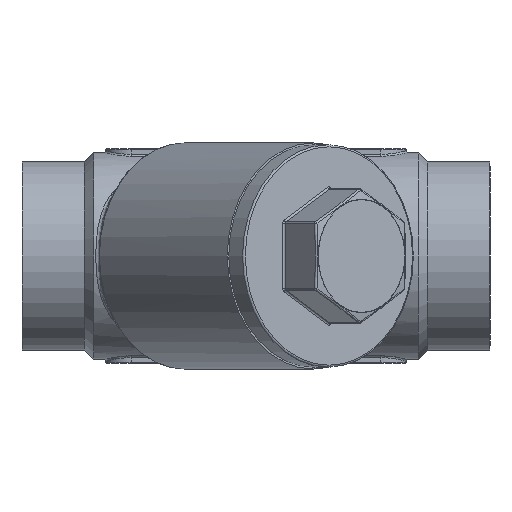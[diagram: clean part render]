
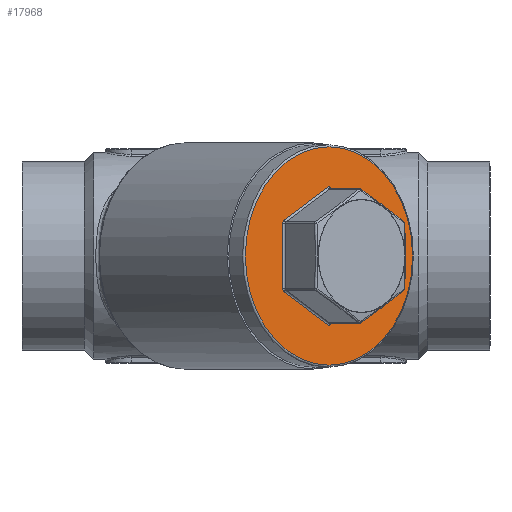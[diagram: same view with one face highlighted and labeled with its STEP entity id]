
A CAD part, front view. The second image highlights one B-rep face of the part: STEP entity #17968.
In plain terms, the highlighted planar face has unit normal (0.643, -0.766, 0).
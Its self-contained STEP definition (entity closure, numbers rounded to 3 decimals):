
#44 = CARTESIAN_POINT ( 'NONE',  ( 78.71, -52.091, 0. ) ) ;
#790 = DIRECTION ( 'NONE',  ( 0.766, 0.643, 0. ) ) ;
#895 = CARTESIAN_POINT ( 'NONE',  ( 67.602, -61.411, 8.372 ) ) ;
#921 = VERTEX_POINT ( 'NONE', #11975 ) ;
#986 = CARTESIAN_POINT ( 'NONE',  ( 78.71, -52.091, -16.743 ) ) ;
#1273 = ORIENTED_EDGE ( 'NONE', *, *, #19331, .F. ) ;
#1376 = VECTOR ( 'NONE', #12105, 1000. ) ;
#1795 = LINE ( 'NONE', #8578, #27470 ) ;
#2051 = CARTESIAN_POINT ( 'NONE',  ( 90.583, -42.128, 8.372 ) ) ;
#2178 = VERTEX_POINT ( 'NONE', #3647 ) ;
#2180 = ORIENTED_EDGE ( 'NONE', *, *, #11241, .T. ) ;
#2267 = CIRCLE ( 'NONE', #14509, 1. ) ;
#2442 = CARTESIAN_POINT ( 'NONE',  ( 90.2, -42.449, -9.238 ) ) ;
#2666 = EDGE_LOOP ( 'NONE', ( #7552, #18916, #15912, #12121, #25123, #14740, #1273, #9000, #14779, #21288, #25704, #12974 ) ) ;
#2672 = CARTESIAN_POINT ( 'NONE',  ( 90.583, -42.128, -8.372 ) ) ;
#2927 = EDGE_CURVE ( 'NONE', #21043, #21783, #3185, .T. ) ;
#3002 = CIRCLE ( 'NONE', #9337, 28. ) ;
#3185 = LINE ( 'NONE', #26989, #1376 ) ;
#3345 = VECTOR ( 'NONE', #13903, 1000. ) ;
#3448 = DIRECTION ( 'NONE',  ( 0.663, 0.557, 0.5 ) ) ;
#3647 = CARTESIAN_POINT ( 'NONE',  ( 90.2, -42.449, 9.238 ) ) ;
#4016 = CARTESIAN_POINT ( 'NONE',  ( 78.327, -52.412, 17.609 ) ) ;
#4100 = FACE_OUTER_BOUND ( 'NONE', #11615, .T. ) ;
#4450 = VERTEX_POINT ( 'NONE', #17086 ) ;
#4808 = VERTEX_POINT ( 'NONE', #5527 ) ;
#4901 = DIRECTION ( 'NONE',  ( 0.643, -0.766, 0. ) ) ;
#5159 = CIRCLE ( 'NONE', #8746, 1. ) ;
#5271 = LINE ( 'NONE', #26943, #3345 ) ;
#5527 = CARTESIAN_POINT ( 'NONE',  ( 67.219, -61.733, 9.238 ) ) ;
#5538 = VERTEX_POINT ( 'NONE', #16098 ) ;
#5575 = CARTESIAN_POINT ( 'NONE',  ( 72.773, -57.073, 13.423 ) ) ;
#6355 = AXIS2_PLACEMENT_3D ( 'NONE', #15297, #8732, #17142 ) ;
#6559 = EDGE_CURVE ( 'NONE', #4808, #19031, #13636, .T. ) ;
#6751 = EDGE_CURVE ( 'NONE', #21043, #25091, #5159, .T. ) ;
#7148 = CARTESIAN_POINT ( 'NONE',  ( 79.093, -51.77, -17.609 ) ) ;
#7552 = ORIENTED_EDGE ( 'NONE', *, *, #21402, .F. ) ;
#8087 = CARTESIAN_POINT ( 'NONE',  ( 78.327, -52.412, -17.609 ) ) ;
#8311 = FACE_BOUND ( 'NONE', #2666, .T. ) ;
#8361 = VERTEX_POINT ( 'NONE', #2051 ) ;
#8578 = CARTESIAN_POINT ( 'NONE',  ( 84.646, -47.109, 13.423 ) ) ;
#8732 = DIRECTION ( 'NONE',  ( 0.643, -0.766, 0. ) ) ;
#8746 = AXIS2_PLACEMENT_3D ( 'NONE', #986, #26516, #18025 ) ;
#8757 = CARTESIAN_POINT ( 'NONE',  ( 89.817, -42.771, 8.372 ) ) ;
#8944 = LINE ( 'NONE', #22006, #19905 ) ;
#9000 = ORIENTED_EDGE ( 'NONE', *, *, #22255, .T. ) ;
#9138 = CARTESIAN_POINT ( 'NONE',  ( 89.817, -42.771, -8.372 ) ) ;
#9164 = AXIS2_PLACEMENT_3D ( 'NONE', #895, #4901, #20188 ) ;
#9337 = AXIS2_PLACEMENT_3D ( 'NONE', #44, #25584, #21471 ) ;
#9889 = DIRECTION ( 'NONE',  ( 0.643, -0.766, 0. ) ) ;
#10243 = EDGE_CURVE ( 'NONE', #8361, #13555, #8944, .T. ) ;
#10427 = CARTESIAN_POINT ( 'NONE',  ( 67.219, -61.733, -9.238 ) ) ;
#10454 = VECTOR ( 'NONE', #24948, 1000. ) ;
#10816 = CARTESIAN_POINT ( 'NONE',  ( 79.093, -51.77, 17.609 ) ) ;
#11029 = EDGE_CURVE ( 'NONE', #24369, #19031, #2267, .T. ) ;
#11241 = EDGE_CURVE ( 'NONE', #921, #921, #3002, .T. ) ;
#11541 = CIRCLE ( 'NONE', #15185, 1. ) ;
#11615 = EDGE_LOOP ( 'NONE', ( #2180 ) ) ;
#11975 = CARTESIAN_POINT ( 'NONE',  ( 100.159, -34.093, 0. ) ) ;
#12105 = DIRECTION ( 'NONE',  ( -0.663, -0.557, 0.5 ) ) ;
#12121 = ORIENTED_EDGE ( 'NONE', *, *, #19172, .T. ) ;
#12974 = ORIENTED_EDGE ( 'NONE', *, *, #27936, .T. ) ;
#13087 = CIRCLE ( 'NONE', #20850, 1. ) ;
#13512 = DIRECTION ( 'NONE',  ( 0.643, -0.766, 0. ) ) ;
#13555 = VERTEX_POINT ( 'NONE', #2672 ) ;
#13636 = LINE ( 'NONE', #5575, #27766 ) ;
#13903 = DIRECTION ( 'NONE',  ( 0., 0., 1. ) ) ;
#14285 = CARTESIAN_POINT ( 'NONE',  ( 67.602, -61.411, -8.372 ) ) ;
#14363 = EDGE_CURVE ( 'NONE', #25119, #13555, #11541, .T. ) ;
#14509 = AXIS2_PLACEMENT_3D ( 'NONE', #17828, #20225, #790 ) ;
#14740 = ORIENTED_EDGE ( 'NONE', *, *, #2927, .T. ) ;
#14779 = ORIENTED_EDGE ( 'NONE', *, *, #21166, .F. ) ;
#15185 = AXIS2_PLACEMENT_3D ( 'NONE', #9138, #13512, #22479 ) ;
#15297 = CARTESIAN_POINT ( 'NONE',  ( 78.71, -52.091, 0. ) ) ;
#15730 = DIRECTION ( 'NONE',  ( 0.766, 0.643, 0. ) ) ;
#15912 = ORIENTED_EDGE ( 'NONE', *, *, #14363, .F. ) ;
#16098 = CARTESIAN_POINT ( 'NONE',  ( 66.836, -62.054, -8.372 ) ) ;
#16854 = DIRECTION ( 'NONE',  ( 0.663, 0.557, -0.5 ) ) ;
#17086 = CARTESIAN_POINT ( 'NONE',  ( 66.836, -62.054, 8.372 ) ) ;
#17142 = DIRECTION ( 'NONE',  ( 0.766, 0.643, 0. ) ) ;
#17828 = CARTESIAN_POINT ( 'NONE',  ( 78.71, -52.091, 16.743 ) ) ;
#17968 = ADVANCED_FACE ( 'NONE', ( #8311, #4100 ), #25762, .T. ) ;
#18025 = DIRECTION ( 'NONE',  ( 0.766, 0.643, 0. ) ) ;
#18153 = LINE ( 'NONE', #18433, #10454 ) ;
#18433 = CARTESIAN_POINT ( 'NONE',  ( 84.646, -47.109, -13.423 ) ) ;
#18688 = CIRCLE ( 'NONE', #21394, 1. ) ;
#18916 = ORIENTED_EDGE ( 'NONE', *, *, #10243, .T. ) ;
#19031 = VERTEX_POINT ( 'NONE', #4016 ) ;
#19172 = EDGE_CURVE ( 'NONE', #25119, #25091, #18153, .T. ) ;
#19331 = EDGE_CURVE ( 'NONE', #5538, #21783, #13087, .T. ) ;
#19450 = DIRECTION ( 'NONE',  ( 0., 0., -1. ) ) ;
#19905 = VECTOR ( 'NONE', #19450, 1000. ) ;
#20188 = DIRECTION ( 'NONE',  ( 0.766, 0.643, 0. ) ) ;
#20225 = DIRECTION ( 'NONE',  ( 0.643, -0.766, 0. ) ) ;
#20240 = DIRECTION ( 'NONE',  ( 0.766, 0.643, 0. ) ) ;
#20850 = AXIS2_PLACEMENT_3D ( 'NONE', #14285, #9889, #20240 ) ;
#21043 = VERTEX_POINT ( 'NONE', #8087 ) ;
#21166 = EDGE_CURVE ( 'NONE', #4808, #4450, #21858, .T. ) ;
#21288 = ORIENTED_EDGE ( 'NONE', *, *, #6559, .T. ) ;
#21394 = AXIS2_PLACEMENT_3D ( 'NONE', #8757, #26623, #15730 ) ;
#21402 = EDGE_CURVE ( 'NONE', #8361, #2178, #18688, .T. ) ;
#21471 = DIRECTION ( 'NONE',  ( 0.766, 0.643, 0. ) ) ;
#21783 = VERTEX_POINT ( 'NONE', #10427 ) ;
#21858 = CIRCLE ( 'NONE', #9164, 1. ) ;
#22006 = CARTESIAN_POINT ( 'NONE',  ( 90.583, -42.128, 0. ) ) ;
#22255 = EDGE_CURVE ( 'NONE', #5538, #4450, #5271, .T. ) ;
#22479 = DIRECTION ( 'NONE',  ( 0.766, 0.643, 0. ) ) ;
#24369 = VERTEX_POINT ( 'NONE', #10816 ) ;
#24948 = DIRECTION ( 'NONE',  ( -0.663, -0.557, -0.5 ) ) ;
#25091 = VERTEX_POINT ( 'NONE', #7148 ) ;
#25119 = VERTEX_POINT ( 'NONE', #2442 ) ;
#25123 = ORIENTED_EDGE ( 'NONE', *, *, #6751, .F. ) ;
#25584 = DIRECTION ( 'NONE',  ( 0.643, -0.766, 0. ) ) ;
#25704 = ORIENTED_EDGE ( 'NONE', *, *, #11029, .F. ) ;
#25762 = PLANE ( 'NONE',  #6355 ) ;
#26516 = DIRECTION ( 'NONE',  ( 0.643, -0.766, 0. ) ) ;
#26623 = DIRECTION ( 'NONE',  ( 0.643, -0.766, 0. ) ) ;
#26943 = CARTESIAN_POINT ( 'NONE',  ( 66.836, -62.054, 0. ) ) ;
#26989 = CARTESIAN_POINT ( 'NONE',  ( 72.773, -57.073, -13.423 ) ) ;
#27470 = VECTOR ( 'NONE', #16854, 1000. ) ;
#27766 = VECTOR ( 'NONE', #3448, 1000. ) ;
#27936 = EDGE_CURVE ( 'NONE', #24369, #2178, #1795, .T. ) ;
